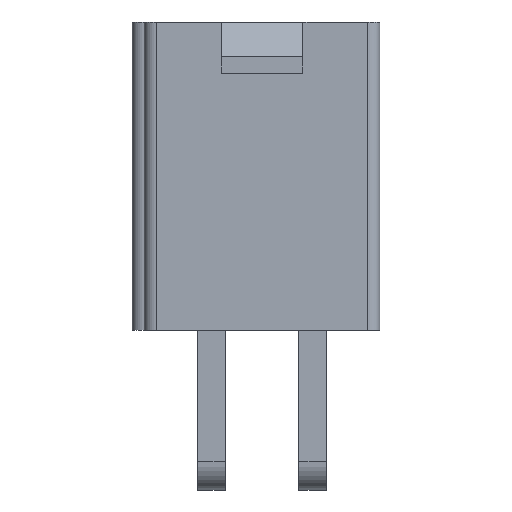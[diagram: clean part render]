
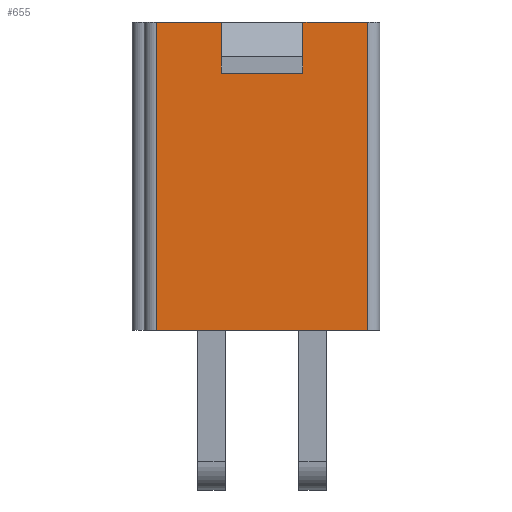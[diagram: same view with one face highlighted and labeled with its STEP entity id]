
A CAD part, front view. The second image highlights one B-rep face of the part: STEP entity #655.
In plain terms, the highlighted planar face has unit normal (0, -1, 0).
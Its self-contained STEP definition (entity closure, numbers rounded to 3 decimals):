
#5 = VECTOR ( 'NONE', #2250, 1000. ) ;
#15 = VECTOR ( 'NONE', #1984, 1000. ) ;
#45 = LINE ( 'NONE', #1484, #1256 ) ;
#138 = VERTEX_POINT ( 'NONE', #215 ) ;
#215 = CARTESIAN_POINT ( 'NONE',  ( -12.4, -4.85, 12.8 ) ) ;
#280 = ORIENTED_EDGE ( 'NONE', *, *, #314, .F. ) ;
#286 = DIRECTION ( 'NONE',  ( 0., 0., 1. ) ) ;
#314 = EDGE_CURVE ( 'NONE', #2238, #3541, #424, .T. ) ;
#384 = EDGE_CURVE ( 'NONE', #3267, #2196, #1966, .T. ) ;
#386 = LINE ( 'NONE', #1656, #3556 ) ;
#424 = LINE ( 'NONE', #3127, #2416 ) ;
#451 = AXIS2_PLACEMENT_3D ( 'NONE', #3009, #2147, #286 ) ;
#523 = ORIENTED_EDGE ( 'NONE', *, *, #3295, .T. ) ;
#555 = LINE ( 'NONE', #2638, #3892 ) ;
#572 = DIRECTION ( 'NONE',  ( 0., 0., 1. ) ) ;
#655 = ADVANCED_FACE ( 'NONE', ( #1577 ), #3043, .F. ) ;
#794 = CARTESIAN_POINT ( 'NONE',  ( -15.1, -4.85, 12.8 ) ) ;
#832 = VERTEX_POINT ( 'NONE', #1479 ) ;
#837 = EDGE_LOOP ( 'NONE', ( #2498, #2818, #3183, #280, #523, #1366, #3636, #2947 ) ) ;
#1038 = CARTESIAN_POINT ( 'NONE',  ( -18.5, -4.85, 10.672 ) ) ;
#1256 = VECTOR ( 'NONE', #1261, 1000. ) ;
#1261 = DIRECTION ( 'NONE',  ( 0., 0., -1. ) ) ;
#1286 = LINE ( 'NONE', #1872, #15 ) ;
#1366 = ORIENTED_EDGE ( 'NONE', *, *, #1574, .T. ) ;
#1367 = CARTESIAN_POINT ( 'NONE',  ( -21.2, -4.85, 12.8 ) ) ;
#1396 = CARTESIAN_POINT ( 'NONE',  ( -21.2, -4.85, 0. ) ) ;
#1479 = CARTESIAN_POINT ( 'NONE',  ( -12.4, -4.85, 0. ) ) ;
#1484 = CARTESIAN_POINT ( 'NONE',  ( -21.2, -4.85, 12.8 ) ) ;
#1502 = LINE ( 'NONE', #3361, #2013 ) ;
#1517 = CARTESIAN_POINT ( 'NONE',  ( -15.1, -4.85, 10.672 ) ) ;
#1574 = EDGE_CURVE ( 'NONE', #3128, #832, #2708, .T. ) ;
#1577 = FACE_OUTER_BOUND ( 'NONE', #837, .T. ) ;
#1656 = CARTESIAN_POINT ( 'NONE',  ( -15.1, -4.85, 10.672 ) ) ;
#1785 = EDGE_CURVE ( 'NONE', #832, #138, #1286, .T. ) ;
#1803 = VERTEX_POINT ( 'NONE', #1038 ) ;
#1872 = CARTESIAN_POINT ( 'NONE',  ( -12.4, -4.85, 12.8 ) ) ;
#1891 = CARTESIAN_POINT ( 'NONE',  ( -18.5, -4.85, 12.8 ) ) ;
#1966 = LINE ( 'NONE', #2847, #5 ) ;
#1984 = DIRECTION ( 'NONE',  ( 0., 0., 1. ) ) ;
#2013 = VECTOR ( 'NONE', #2411, 1000. ) ;
#2147 = DIRECTION ( 'NONE',  ( 0., 1., 0. ) ) ;
#2196 = VERTEX_POINT ( 'NONE', #794 ) ;
#2209 = DIRECTION ( 'NONE',  ( -1., 0., 0. ) ) ;
#2238 = VERTEX_POINT ( 'NONE', #1367 ) ;
#2250 = DIRECTION ( 'NONE',  ( 0., 0., 1. ) ) ;
#2351 = EDGE_CURVE ( 'NONE', #1803, #3541, #555, .T. ) ;
#2411 = DIRECTION ( 'NONE',  ( 1., 0., 0. ) ) ;
#2416 = VECTOR ( 'NONE', #2527, 1000. ) ;
#2498 = ORIENTED_EDGE ( 'NONE', *, *, #384, .F. ) ;
#2527 = DIRECTION ( 'NONE',  ( 1., 0., 0. ) ) ;
#2638 = CARTESIAN_POINT ( 'NONE',  ( -18.5, -4.85, 12.8 ) ) ;
#2708 = LINE ( 'NONE', #3328, #3251 ) ;
#2751 = DIRECTION ( 'NONE',  ( 1., 0., 0. ) ) ;
#2818 = ORIENTED_EDGE ( 'NONE', *, *, #2985, .T. ) ;
#2847 = CARTESIAN_POINT ( 'NONE',  ( -15.1, -4.85, 12.8 ) ) ;
#2947 = ORIENTED_EDGE ( 'NONE', *, *, #3835, .F. ) ;
#2985 = EDGE_CURVE ( 'NONE', #3267, #1803, #386, .T. ) ;
#3009 = CARTESIAN_POINT ( 'NONE',  ( -21.7, -4.85, 12.8 ) ) ;
#3043 = PLANE ( 'NONE',  #451 ) ;
#3127 = CARTESIAN_POINT ( 'NONE',  ( -21.7, -4.85, 12.8 ) ) ;
#3128 = VERTEX_POINT ( 'NONE', #1396 ) ;
#3183 = ORIENTED_EDGE ( 'NONE', *, *, #2351, .T. ) ;
#3251 = VECTOR ( 'NONE', #2751, 1000. ) ;
#3267 = VERTEX_POINT ( 'NONE', #1517 ) ;
#3295 = EDGE_CURVE ( 'NONE', #2238, #3128, #45, .T. ) ;
#3328 = CARTESIAN_POINT ( 'NONE',  ( -21.7, -4.85, 0. ) ) ;
#3361 = CARTESIAN_POINT ( 'NONE',  ( -21.7, -4.85, 12.8 ) ) ;
#3541 = VERTEX_POINT ( 'NONE', #1891 ) ;
#3556 = VECTOR ( 'NONE', #2209, 1000. ) ;
#3636 = ORIENTED_EDGE ( 'NONE', *, *, #1785, .T. ) ;
#3835 = EDGE_CURVE ( 'NONE', #2196, #138, #1502, .T. ) ;
#3892 = VECTOR ( 'NONE', #572, 1000. ) ;
